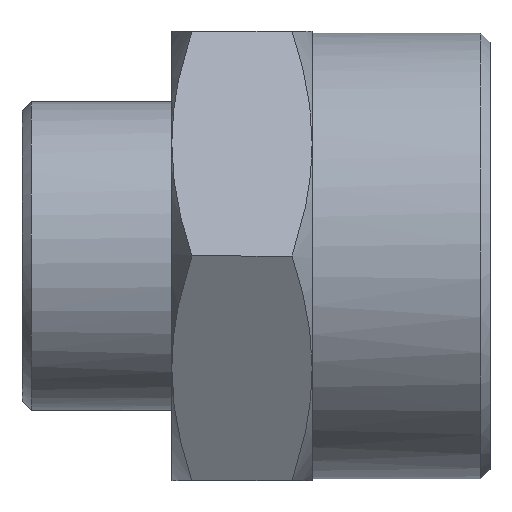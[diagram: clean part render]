
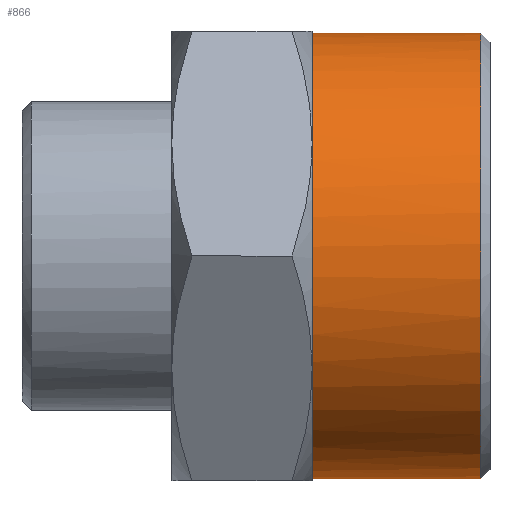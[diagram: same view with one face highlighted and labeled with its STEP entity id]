
A CAD part, left-side view. The second image highlights one B-rep face of the part: STEP entity #866.
In plain terms, the highlighted free-form (B-spline) face has degree [1, 3] with [2, 4] control points.
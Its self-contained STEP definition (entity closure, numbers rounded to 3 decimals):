
#8 = CARTESIAN_POINT ( 'NONE',  ( -23.8, 9.5, -11.9 ) ) ;
#163 = CARTESIAN_POINT ( 'NONE',  ( -11.519, 9.5, -3.088 ) ) ;
#174 = CARTESIAN_POINT ( 'NONE',  ( -23.8, 9.5, 11.9 ) ) ;
#180 = CARTESIAN_POINT ( 'NONE',  ( -11.293, 9.5, 3.832 ) ) ;
#187 = CARTESIAN_POINT ( 'NONE',  ( 0., 0.5, -11.9 ) ) ;
#299 = CARTESIAN_POINT ( 'NONE',  ( -5.276, 9.5, -10.695 ) ) ;
#310 = CARTESIAN_POINT ( 'NONE',  ( -9.46, 9.5, 7.261 ) ) ;
#327 = CARTESIAN_POINT ( 'NONE',  ( -8.967, 9.5, 7.862 ) ) ;
#338 = CARTESIAN_POINT ( 'NONE',  ( -7.261, 9.5, -9.46 ) ) ;
#388 = CARTESIAN_POINT ( 'NONE',  ( 0., 9.5, -11.9 ) ) ;
#404 = ORIENTED_EDGE ( 'NONE', *, *, #577, .T. ) ;
#473 = CARTESIAN_POINT ( 'NONE',  ( -1.555, 9.5, -11.824 ) ) ;
#498 = CARTESIAN_POINT ( 'NONE',  ( -3.832, 9.5, 11.293 ) ) ;
#503 = CARTESIAN_POINT ( 'NONE',  ( -7.862, 9.5, 8.967 ) ) ;
#513 = CARTESIAN_POINT ( 'NONE',  ( -9.46, 9.5, -7.261 ) ) ;
#577 = EDGE_CURVE ( 'NONE', #1260, #674, #851, .T. ) ;
#590 = CARTESIAN_POINT ( 'NONE',  ( 0., 0.5, -11.9 ) ) ;
#644 = VERTEX_POINT ( 'NONE', #388 ) ;
#646 = ORIENTED_EDGE ( 'NONE', *, *, #784, .T. ) ;
#651 = CARTESIAN_POINT ( 'NONE',  ( -11.293, 9.5, -3.832 ) ) ;
#658 = CARTESIAN_POINT ( 'NONE',  ( -10.695, 9.5, 5.276 ) ) ;
#665 = CARTESIAN_POINT ( 'NONE',  ( 0., 9.5, 11.9 ) ) ;
#674 = VERTEX_POINT ( 'NONE', #878 ) ;
#679 = CARTESIAN_POINT ( 'NONE',  ( -10.329, 9.5, 5.962 ) ) ;
#770 = CARTESIAN_POINT ( 'NONE',  ( 0., 0.5, -11.9 ) ) ;
#784 = EDGE_CURVE ( 'NONE', #644, #1260, #1513, .T. ) ;
#819 = CARTESIAN_POINT ( 'NONE',  ( -5.962, 9.5, -10.329 ) ) ;
#823 = EDGE_CURVE ( 'NONE', #644, #1920, #829, .T. ) ;
#829 = B_SPLINE_CURVE_WITH_KNOTS ( 'NONE', 3,
 ( #1938, #958, #473, #1471, #1296, #299, #819, #338, #1504, #1490, #513, #1807, #1651, #651, #163, #1322, #2128, #973, #2123, #997, #180, #658, #679, #310, #327, #503, #833, #1636, #1958, #498, #1657, #2114, #1310, #1155 ),
 .UNSPECIFIED., .F., .F.,
 ( 4, 2, 2, 2, 2, 2, 2, 2, 2, 2, 2, 2, 2, 2, 2, 2, 4 ),
 ( 0., 0.196, 0.393, 0.589, 0.785, 0.982, 1.178, 1.374, 1.571, 1.767, 1.963, 2.16, 2.356, 2.553, 2.749, 2.945, 3.142 ),
 .UNSPECIFIED. ) ;
#833 = CARTESIAN_POINT ( 'NONE',  ( -7.261, 9.5, 9.46 ) ) ;
#851 =( BOUNDED_CURVE ( )  B_SPLINE_CURVE ( 3, ( #187, #1687, #1673, #1011 ),
 .UNSPECIFIED., .F., .T. ) 
 B_SPLINE_CURVE_WITH_KNOTS ( ( 4, 4 ),
 ( -3.142, 0. ),
 .UNSPECIFIED. ) 
 CURVE ( )  GEOMETRIC_REPRESENTATION_ITEM ( )  RATIONAL_B_SPLINE_CURVE ( ( 1., 0.333, 0.333, 1. ) ) 
 REPRESENTATION_ITEM ( '' )  );
#866 = ADVANCED_FACE ( 'NONE', ( #1616 ), #1025, .F. ) ;
#878 = CARTESIAN_POINT ( 'NONE',  ( 0., 0.5, 11.9 ) ) ;
#958 = CARTESIAN_POINT ( 'NONE',  ( -0.781, 9.5, -11.9 ) ) ;
#973 = CARTESIAN_POINT ( 'NONE',  ( -11.9, 9.5, 0.781 ) ) ;
#980 = CARTESIAN_POINT ( 'NONE',  ( 0., 0.5, -11.9 ) ) ;
#985 = CARTESIAN_POINT ( 'NONE',  ( -23.8, 0.5, -11.9 ) ) ;
#997 = CARTESIAN_POINT ( 'NONE',  ( -11.519, 9.5, 3.088 ) ) ;
#1011 = CARTESIAN_POINT ( 'NONE',  ( 0., 0.5, 11.9 ) ) ;
#1025 =( BOUNDED_SURFACE ( )  B_SPLINE_SURFACE ( 1, 3, ( 
 ( #665, #174, #8, #1484 ),
 ( #1803, #1792, #985, #980 ) ),
 .UNSPECIFIED., .F., .F., .F. ) 
 B_SPLINE_SURFACE_WITH_KNOTS ( ( 2, 2 ),
 ( 4, 4 ),
 ( 0., 1. ),
 ( 0., 1. ),
 .UNSPECIFIED. ) 
 GEOMETRIC_REPRESENTATION_ITEM ( )  RATIONAL_B_SPLINE_SURFACE ( (
 ( 1., 0.333, 0.333, 1.),
 ( 1., 0.333, 0.333, 1.) ) ) 
 REPRESENTATION_ITEM ( '' )  SURFACE ( )  );
#1043 = CARTESIAN_POINT ( 'NONE',  ( 0., 0.5, 11.9 ) ) ;
#1155 = CARTESIAN_POINT ( 'NONE',  ( 0., 9.5, 11.9 ) ) ;
#1205 = CARTESIAN_POINT ( 'NONE',  ( 0., 9.5, 11.9 ) ) ;
#1260 = VERTEX_POINT ( 'NONE', #770 ) ;
#1282 = B_SPLINE_CURVE_WITH_KNOTS ( 'NONE', 1,
 ( #1043, #1205 ),
 .UNSPECIFIED., .F., .F.,
 ( 2, 2 ),
 ( -1., 0. ),
 .UNSPECIFIED. ) ;
#1296 = CARTESIAN_POINT ( 'NONE',  ( -3.832, 9.5, -11.293 ) ) ;
#1310 = CARTESIAN_POINT ( 'NONE',  ( -0.781, 9.5, 11.9 ) ) ;
#1322 = CARTESIAN_POINT ( 'NONE',  ( -11.824, 9.5, -1.555 ) ) ;
#1466 = EDGE_LOOP ( 'NONE', ( #1511, #646, #404, #2117 ) ) ;
#1471 = CARTESIAN_POINT ( 'NONE',  ( -3.088, 9.5, -11.519 ) ) ;
#1484 = CARTESIAN_POINT ( 'NONE',  ( 0., 9.5, -11.9 ) ) ;
#1490 = CARTESIAN_POINT ( 'NONE',  ( -8.967, 9.5, -7.862 ) ) ;
#1504 = CARTESIAN_POINT ( 'NONE',  ( -7.862, 9.5, -8.967 ) ) ;
#1511 = ORIENTED_EDGE ( 'NONE', *, *, #823, .F. ) ;
#1513 = B_SPLINE_CURVE_WITH_KNOTS ( 'NONE', 1,
 ( #1581, #590 ),
 .UNSPECIFIED., .F., .F.,
 ( 2, 2 ),
 ( -1., 0. ),
 .UNSPECIFIED. ) ;
#1581 = CARTESIAN_POINT ( 'NONE',  ( 0., 9.5, -11.9 ) ) ;
#1616 = FACE_OUTER_BOUND ( 'NONE', #1466, .T. ) ;
#1636 = CARTESIAN_POINT ( 'NONE',  ( -5.962, 9.5, 10.329 ) ) ;
#1651 = CARTESIAN_POINT ( 'NONE',  ( -10.695, 9.5, -5.276 ) ) ;
#1657 = CARTESIAN_POINT ( 'NONE',  ( -3.088, 9.5, 11.519 ) ) ;
#1673 = CARTESIAN_POINT ( 'NONE',  ( -23.8, 0.5, 11.9 ) ) ;
#1687 = CARTESIAN_POINT ( 'NONE',  ( -23.8, 0.5, -11.9 ) ) ;
#1708 = CARTESIAN_POINT ( 'NONE',  ( 0., 9.5, 11.9 ) ) ;
#1792 = CARTESIAN_POINT ( 'NONE',  ( -23.8, 0.5, 11.9 ) ) ;
#1803 = CARTESIAN_POINT ( 'NONE',  ( 0., 0.5, 11.9 ) ) ;
#1807 = CARTESIAN_POINT ( 'NONE',  ( -10.329, 9.5, -5.962 ) ) ;
#1920 = VERTEX_POINT ( 'NONE', #1708 ) ;
#1938 = CARTESIAN_POINT ( 'NONE',  ( 0., 9.5, -11.9 ) ) ;
#1943 = EDGE_CURVE ( 'NONE', #674, #1920, #1282, .T. ) ;
#1958 = CARTESIAN_POINT ( 'NONE',  ( -5.276, 9.5, 10.695 ) ) ;
#2114 = CARTESIAN_POINT ( 'NONE',  ( -1.555, 9.5, 11.824 ) ) ;
#2117 = ORIENTED_EDGE ( 'NONE', *, *, #1943, .T. ) ;
#2123 = CARTESIAN_POINT ( 'NONE',  ( -11.824, 9.5, 1.555 ) ) ;
#2128 = CARTESIAN_POINT ( 'NONE',  ( -11.9, 9.5, -0.781 ) ) ;
